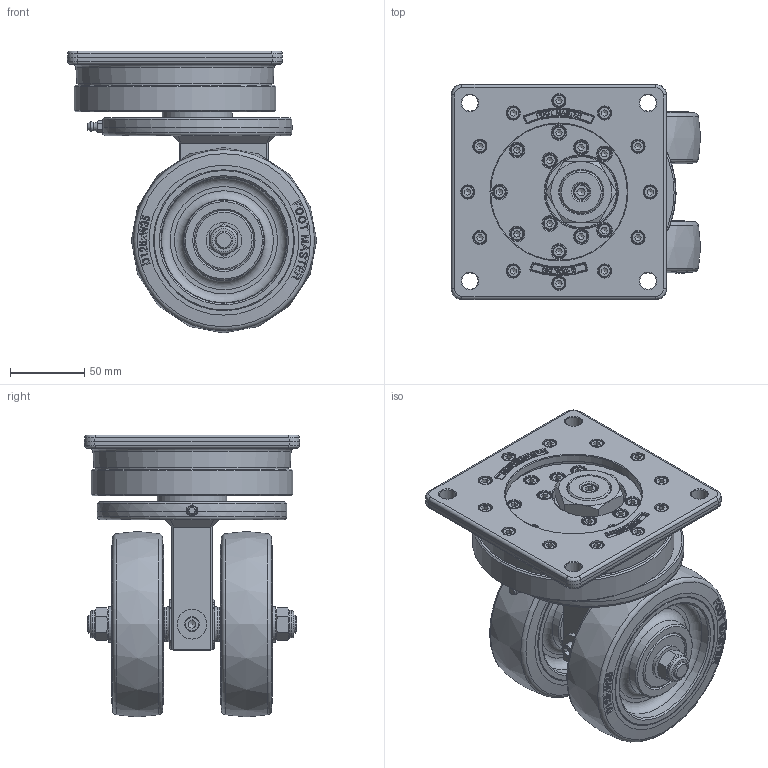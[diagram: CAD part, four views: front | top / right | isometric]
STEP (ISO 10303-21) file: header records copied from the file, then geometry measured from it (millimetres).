
FILE_DESCRIPTION(/* description */ (''),/* implementation_level */ '2;1');
FILE_NAME(/* name */ 'GAATD-125-ASF-HUD.stp',/* time_stamp */ '2024-05-21T10:00:59+09:00',/* author */ ('admin'),/* organization */ (''),/* preprocessor_version */ 'ST-DEVELOPER v18.1',/* originating_system */ 'Autodesk Inventor 2021',/* authorisation */ '');
FILE_SCHEMA (('AUTOMOTIVE_DESIGN { 1 0 10303 214 3 1 1 }'));
Products named in the file (1): GAATD-125-ASF-HUD_Shrinkwrap_1
Bounding box: 168 x 145 x 190 mm (x, y, z)
Volume: 1574010.3 mm3; surface area: 221645.7 mm2
Topology: 1 solids, 4 shells, 1612 faces, 4364 edges, 2915 vertices
Faces by surface type: plane 790, bspline 428, cone 181, cylinder 130, torus 74, sphere 9
Full cylindrical faces by diameter (mm): 6 x1, 8.5 x23, 9.5 x23, 10 x3, 11 x5, 12 x2, 18.5 x2, 20 x2, 23 x2, 24 x2, 29.93 x1, 30.3 x1, 38 x2, 40 x4, 47 x1, 47.6 x1, 49 x1, 50 x1, 87 x4, 92 x1, 95 x4, 97 x1, 99 x1, 100 x1, 130 x1, 130.3 x1, 136 x1
Entity records: 57145 total; most frequent: CARTESIAN_POINT 19522, ORIENTED_EDGE 8672, DIRECTION 5826, EDGE_CURVE 4336, VERTEX_POINT 2915, AXIS2_PLACEMENT_3D 2012, EDGE_LOOP 1811, LINE 1802
